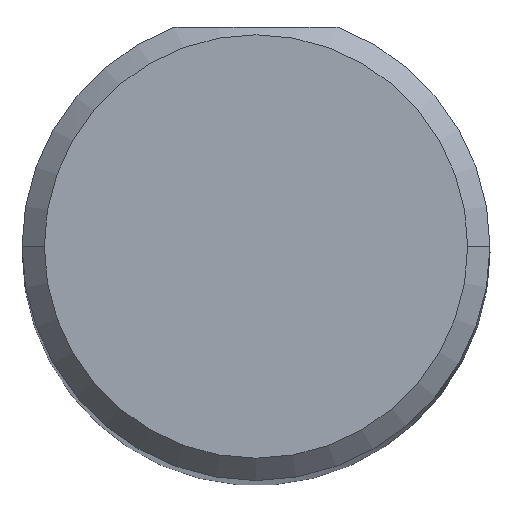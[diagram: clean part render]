
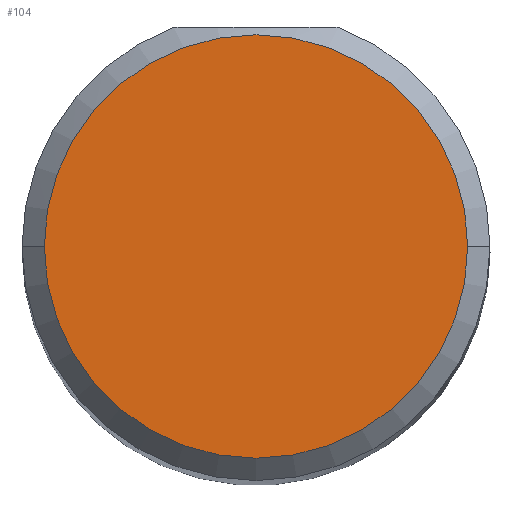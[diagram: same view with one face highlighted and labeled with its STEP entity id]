
A CAD part, top view. The second image highlights one B-rep face of the part: STEP entity #104.
In plain terms, the highlighted planar face has unit normal (0, 0, 1).
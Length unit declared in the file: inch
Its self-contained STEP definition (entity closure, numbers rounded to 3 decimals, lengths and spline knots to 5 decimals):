
#18 = VERTEX_POINT ( 'NONE', #197 ) ;
#41 = DIRECTION ( 'NONE',  ( 1., 0., 0. ) ) ;
#85 = CARTESIAN_POINT ( 'NONE',  ( 0.14248, 0., 2.48032 ) ) ;
#104 = ADVANCED_FACE ( 'NONE', ( #444 ), #321, .T. ) ;
#135 = CIRCLE ( 'NONE', #494, 0.14248 ) ;
#149 = CARTESIAN_POINT ( 'NONE',  ( 0., 0., 2.48032 ) ) ;
#164 = DIRECTION ( 'NONE',  ( 1., 0., 0. ) ) ;
#166 = CARTESIAN_POINT ( 'NONE',  ( 0., 0., 2.48032 ) ) ;
#197 = CARTESIAN_POINT ( 'NONE',  ( -0.14248, 0., 2.48032 ) ) ;
#220 = ORIENTED_EDGE ( 'NONE', *, *, #503, .T. ) ;
#230 = VERTEX_POINT ( 'NONE', #85 ) ;
#240 = DIRECTION ( 'NONE',  ( 0., 0., 1. ) ) ;
#280 = DIRECTION ( 'NONE',  ( 1., 0., 0. ) ) ;
#289 = CARTESIAN_POINT ( 'NONE',  ( 0., 0., 2.48032 ) ) ;
#294 = EDGE_CURVE ( 'NONE', #18, #230, #439, .T. ) ;
#297 = ORIENTED_EDGE ( 'NONE', *, *, #294, .T. ) ;
#321 = PLANE ( 'NONE',  #386 ) ;
#386 = AXIS2_PLACEMENT_3D ( 'NONE', #289, #240, #41 ) ;
#439 = CIRCLE ( 'NONE', #529, 0.14248 ) ;
#444 = FACE_OUTER_BOUND ( 'NONE', #463, .T. ) ;
#455 = DIRECTION ( 'NONE',  ( 0., 0., 1. ) ) ;
#463 = EDGE_LOOP ( 'NONE', ( #297, #220 ) ) ;
#474 = DIRECTION ( 'NONE',  ( 0., 0., 1. ) ) ;
#494 = AXIS2_PLACEMENT_3D ( 'NONE', #149, #474, #280 ) ;
#503 = EDGE_CURVE ( 'NONE', #230, #18, #135, .T. ) ;
#529 = AXIS2_PLACEMENT_3D ( 'NONE', #166, #455, #164 ) ;
